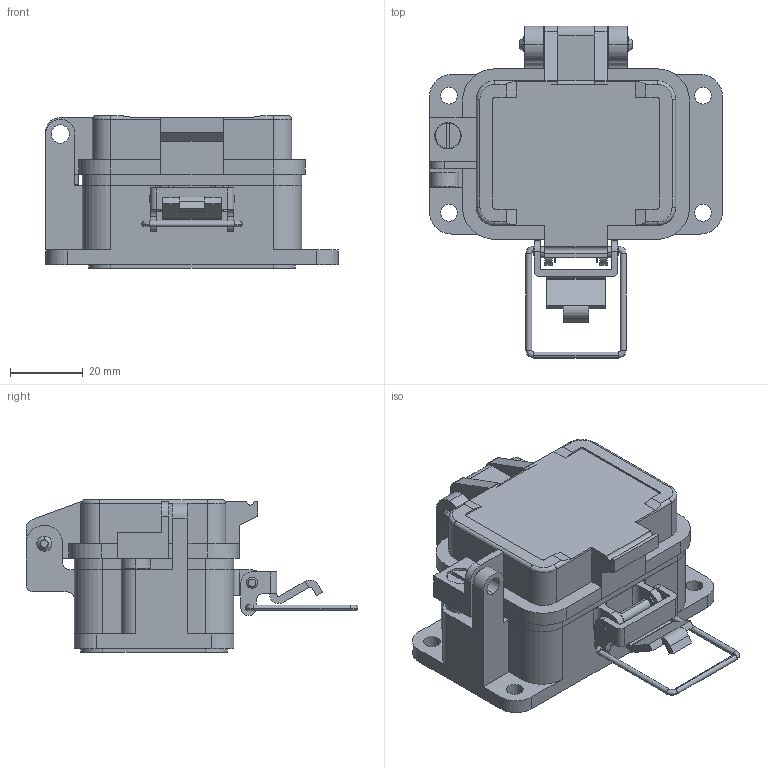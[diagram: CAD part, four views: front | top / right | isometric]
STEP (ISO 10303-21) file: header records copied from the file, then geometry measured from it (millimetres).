
FILE_DESCRIPTION (( 'STEP AP214' ), '1' );
FILE_NAME ('H-X-B3_3D.STEP', '2017-12-15T14:22:52', ( '' ), ( '' ), 'SwSTEP 2.0', 'SolidWorks 2017', '' );
FILE_SCHEMA (( 'AUTOMOTIVE_DESIGN' ));
Length unit declared in the file: millimetre
Products named in the file (2): Z-H-B3_B_Closed; H-X-B3_3D
Assembly tree (1 placements, depth 2):
  H-X-B3_3D
    Z-H-B3_B_Closed
Bounding box: 80.57 x 91.35 x 42 mm (x, y, z)
Volume: 46054.5 mm3; surface area: 36573.1 mm2
Topology: 10 solids, 10 shells, 524 faces, 1424 edges, 944 vertices
Faces by surface type: plane 256, cylinder 248, bspline 12, cone 8
Entity records: 21336 total; most frequent: CARTESIAN_POINT 3519, DIRECTION 2897, ORIENTED_EDGE 2848, EDGE_CURVE 1424, AXIS2_PLACEMENT_3D 1007, VERTEX_POINT 944, VECTOR 883, LINE 883
